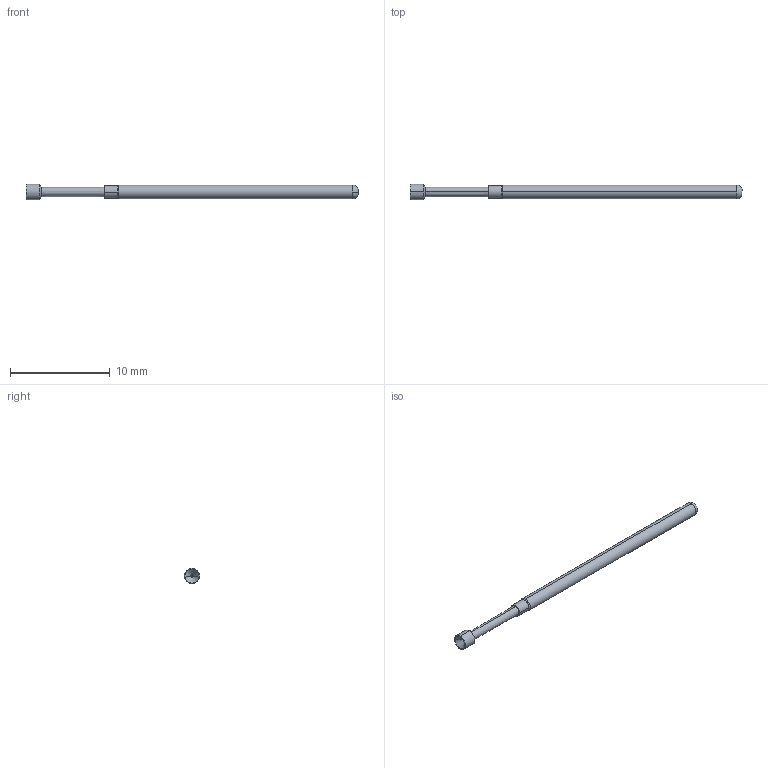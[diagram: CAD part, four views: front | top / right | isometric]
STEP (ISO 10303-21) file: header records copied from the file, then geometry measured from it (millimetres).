
FILE_DESCRIPTION (( 'STEP AP214' ), '1' );
FILE_NAME ('100-2522.STEP', '2022-01-03T17:14:03', ( '' ), ( '' ), 'SwSTEP 2.0', 'SolidWorks 2020', '' );
FILE_SCHEMA (( 'AUTOMOTIVE_DESIGN' ));
Length unit declared in the file: inch
Products named in the file (1): 100-2522
Bounding box: 33.27 x 1.56 x 1.56 mm (x, y, z)
Volume: 43.5 mm3; surface area: 138.6 mm2
Topology: 1 solids, 1 shells, 24 faces, 50 edges, 30 vertices
Faces by surface type: cone 12, cylinder 6, plane 4, torus 2
Entity records: 998 total; most frequent: DIRECTION 132, CARTESIAN_POINT 105, ORIENTED_EDGE 100, AXIS2_PLACEMENT_3D 57, EDGE_CURVE 50, CIRCLE 32, VERTEX_POINT 30, LENGTH_MEASURE_WITH_UNIT 27
